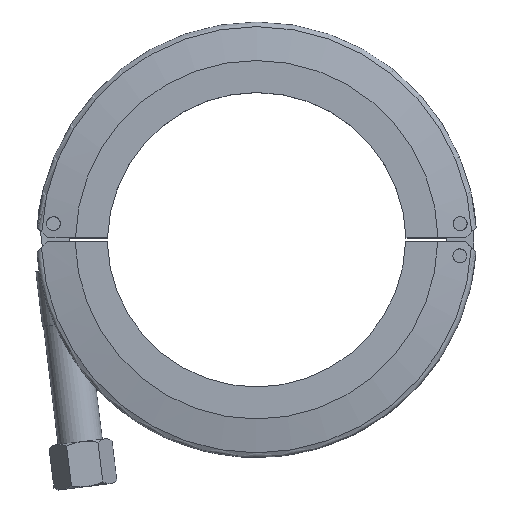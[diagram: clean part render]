
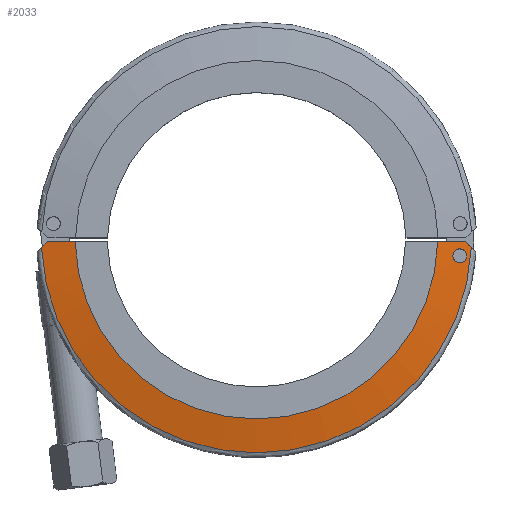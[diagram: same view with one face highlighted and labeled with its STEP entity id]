
A CAD part, top view. The second image highlights one B-rep face of the part: STEP entity #2033.
In plain terms, the highlighted conical face has half-angle 80 degrees and reference radius 46.35 mm.
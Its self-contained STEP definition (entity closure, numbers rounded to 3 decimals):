
#94=FACE_BOUND('',#515,.T.);
#149=B_SPLINE_CURVE_WITH_KNOTS('',3,(#3729,#3730,#3731,#3732,#3733,#3734,
#3735,#3736,#3737,#3738,#3739,#3740,#3741,#3742,#3743,#3744,#3745,#3746,
#3747,#3748,#3749,#3750,#3751,#3752,#3753,#3754,#3755,#3756,#3757,#3758,
#3759,#3760,#3761,#3762),.UNSPECIFIED.,.T.,.F.,(4,2,2,2,2,2,2,2,2,2,2,2,
2,2,2,2,4),(0.,0.062,0.125,0.187,0.248,
0.31,0.372,0.434,0.497,
0.557,0.617,0.675,0.734,
0.793,0.852,0.912,0.972),
 .UNSPECIFIED.);
#227=(
BOUNDED_CURVE()
B_SPLINE_CURVE(2,(#3530,#3531,#3532),.UNSPECIFIED.,.F.,.F.)
B_SPLINE_CURVE_WITH_KNOTS((3,3),(0.237,0.904),
 .UNSPECIFIED.)
CURVE()
GEOMETRIC_REPRESENTATION_ITEM()
RATIONAL_B_SPLINE_CURVE((1.002,1.003,1.))
REPRESENTATION_ITEM('')
);
#229=(
BOUNDED_CURVE()
B_SPLINE_CURVE(2,(#3566,#3567,#3568),.UNSPECIFIED.,.F.,.F.)
B_SPLINE_CURVE_WITH_KNOTS((3,3),(0.133,0.318),
 .UNSPECIFIED.)
CURVE()
GEOMETRIC_REPRESENTATION_ITEM()
RATIONAL_B_SPLINE_CURVE((1.002,1.003,1.004))
REPRESENTATION_ITEM('')
);
#231=(
BOUNDED_CURVE()
B_SPLINE_CURVE(2,(#3684,#3685,#3686),.UNSPECIFIED.,.F.,.F.)
B_SPLINE_CURVE_WITH_KNOTS((3,3),(0.995,1.18),
 .UNSPECIFIED.)
CURVE()
GEOMETRIC_REPRESENTATION_ITEM()
RATIONAL_B_SPLINE_CURVE((1.004,1.003,1.002))
REPRESENTATION_ITEM('')
);
#235=(
BOUNDED_CURVE()
B_SPLINE_CURVE(2,(#3874,#3875,#3876),.UNSPECIFIED.,.F.,.F.)
B_SPLINE_CURVE_WITH_KNOTS((3,3),(0.,0.667),.UNSPECIFIED.)
CURVE()
GEOMETRIC_REPRESENTATION_ITEM()
RATIONAL_B_SPLINE_CURVE((1.,1.003,1.002))
REPRESENTATION_ITEM('')
);
#298=CONICAL_SURFACE('',#2203,46.35,80.);
#376=FACE_OUTER_BOUND('',#514,.T.);
#514=EDGE_LOOP('',(#1670,#1671,#1672,#1673,#1674,#1675));
#515=EDGE_LOOP('',(#1676));
#638=CIRCLE('',#2178,49.726);
#650=CIRCLE('',#2204,41.9);
#958=VERTEX_POINT('',#3527);
#959=VERTEX_POINT('',#3529);
#969=VERTEX_POINT('',#3555);
#975=VERTEX_POINT('',#3606);
#988=VERTEX_POINT('',#3682);
#992=VERTEX_POINT('',#3728);
#997=VERTEX_POINT('',#3873);
#1188=EDGE_CURVE('',#958,#959,#227,.T.);
#1200=EDGE_CURVE('',#969,#958,#229,.T.);
#1213=EDGE_CURVE('',#975,#969,#638,.T.);
#1233=EDGE_CURVE('',#988,#975,#231,.T.);
#1237=EDGE_CURVE('',#992,#992,#149,.T.);
#1246=EDGE_CURVE('',#997,#988,#235,.T.);
#1247=EDGE_CURVE('',#959,#997,#650,.T.);
#1670=ORIENTED_EDGE('',*,*,#1213,.F.);
#1671=ORIENTED_EDGE('',*,*,#1233,.F.);
#1672=ORIENTED_EDGE('',*,*,#1246,.F.);
#1673=ORIENTED_EDGE('',*,*,#1247,.F.);
#1674=ORIENTED_EDGE('',*,*,#1188,.F.);
#1675=ORIENTED_EDGE('',*,*,#1200,.F.);
#1676=ORIENTED_EDGE('',*,*,#1237,.T.);
#2033=ADVANCED_FACE('',(#376,#94),#298,.T.);
#2178=AXIS2_PLACEMENT_3D('',#3617,#2531,#2532);
#2203=AXIS2_PLACEMENT_3D('',#3872,#2593,#2594);
#2204=AXIS2_PLACEMENT_3D('',#3877,#2595,#2596);
#2531=DIRECTION('center_axis',(0.,0.,1.));
#2532=DIRECTION('ref_axis',(0.,1.,0.));
#2593=DIRECTION('center_axis',(0.,0.,1.));
#2594=DIRECTION('ref_axis',(0.,1.,0.));
#2595=DIRECTION('center_axis',(0.,0.,-1.));
#2596=DIRECTION('ref_axis',(0.,1.,0.));
#3527=CARTESIAN_POINT('',(-48.292,0.89,-6.811));
#3529=CARTESIAN_POINT('',(-41.891,0.89,-7.94));
#3530=CARTESIAN_POINT('Ctrl Pts',(-48.292,0.89,-6.811));
#3531=CARTESIAN_POINT('Ctrl Pts',(-44.864,0.89,-7.416));
#3532=CARTESIAN_POINT('Ctrl Pts',(-41.891,0.89,-7.94));
#3555=CARTESIAN_POINT('',(-49.674,2.272,-6.56));
#3566=CARTESIAN_POINT('Ctrl Pts',(-49.674,2.272,-6.56));
#3567=CARTESIAN_POINT('Ctrl Pts',(-48.973,1.571,-6.689));
#3568=CARTESIAN_POINT('Ctrl Pts',(-48.292,0.89,-6.811));
#3606=CARTESIAN_POINT('',(49.674,2.272,-6.56));
#3617=CARTESIAN_POINT('Origin',(0.,0.,-6.56));
#3682=CARTESIAN_POINT('',(48.292,0.89,-6.811));
#3684=CARTESIAN_POINT('Ctrl Pts',(48.292,0.89,-6.811));
#3685=CARTESIAN_POINT('Ctrl Pts',(48.973,1.571,-6.689));
#3686=CARTESIAN_POINT('Ctrl Pts',(49.674,2.272,-6.56));
#3728=CARTESIAN_POINT('',(47.088,2.602,-7.012));
#3729=CARTESIAN_POINT('Ctrl Pts',(47.088,2.602,-7.012));
#3730=CARTESIAN_POINT('Ctrl Pts',(47.293,2.614,-6.976));
#3731=CARTESIAN_POINT('Ctrl Pts',(47.509,2.667,-6.938));
#3732=CARTESIAN_POINT('Ctrl Pts',(47.9,2.859,-6.867));
#3733=CARTESIAN_POINT('Ctrl Pts',(48.075,2.997,-6.835));
#3734=CARTESIAN_POINT('Ctrl Pts',(48.344,3.308,-6.784));
#3735=CARTESIAN_POINT('Ctrl Pts',(48.455,3.5,-6.762));
#3736=CARTESIAN_POINT('Ctrl Pts',(48.589,3.915,-6.733));
#3737=CARTESIAN_POINT('Ctrl Pts',(48.612,4.137,-6.726));
#3738=CARTESIAN_POINT('Ctrl Pts',(48.575,4.548,-6.726));
#3739=CARTESIAN_POINT('Ctrl Pts',(48.514,4.762,-6.733));
#3740=CARTESIAN_POINT('Ctrl Pts',(48.308,5.147,-6.762));
#3741=CARTESIAN_POINT('Ctrl Pts',(48.164,5.316,-6.784));
#3742=CARTESIAN_POINT('Ctrl Pts',(47.845,5.574,-6.835));
#3743=CARTESIAN_POINT('Ctrl Pts',(47.648,5.679,-6.867));
#3744=CARTESIAN_POINT('Ctrl Pts',(47.229,5.798,-6.938));
#3745=CARTESIAN_POINT('Ctrl Pts',(47.007,5.813,-6.976));
#3746=CARTESIAN_POINT('Ctrl Pts',(46.609,5.764,-7.047));
#3747=CARTESIAN_POINT('Ctrl Pts',(46.405,5.7,-7.084));
#3748=CARTESIAN_POINT('Ctrl Pts',(46.038,5.496,-7.153));
#3749=CARTESIAN_POINT('Ctrl Pts',(45.876,5.356,-7.184));
#3750=CARTESIAN_POINT('Ctrl Pts',(45.63,5.05,-7.233));
#3751=CARTESIAN_POINT('Ctrl Pts',(45.529,4.863,-7.254));
#3752=CARTESIAN_POINT('Ctrl Pts',(45.408,4.465,-7.283));
#3753=CARTESIAN_POINT('Ctrl Pts',(45.389,4.253,-7.29));
#3754=CARTESIAN_POINT('Ctrl Pts',(45.424,3.862,-7.29));
#3755=CARTESIAN_POINT('Ctrl Pts',(45.481,3.657,-7.283));
#3756=CARTESIAN_POINT('Ctrl Pts',(45.67,3.286,-7.254));
#3757=CARTESIAN_POINT('Ctrl Pts',(45.803,3.121,-7.233));
#3758=CARTESIAN_POINT('Ctrl Pts',(46.099,2.863,-7.184));
#3759=CARTESIAN_POINT('Ctrl Pts',(46.283,2.754,-7.153));
#3760=CARTESIAN_POINT('Ctrl Pts',(46.68,2.618,-7.084));
#3761=CARTESIAN_POINT('Ctrl Pts',(46.892,2.592,-7.047));
#3762=CARTESIAN_POINT('Ctrl Pts',(47.088,2.602,-7.012));
#3872=CARTESIAN_POINT('Origin',(0.,0.,-7.155));
#3873=CARTESIAN_POINT('',(41.891,0.89,-7.94));
#3874=CARTESIAN_POINT('Ctrl Pts',(41.891,0.89,-7.94));
#3875=CARTESIAN_POINT('Ctrl Pts',(44.864,0.89,-7.416));
#3876=CARTESIAN_POINT('Ctrl Pts',(48.292,0.89,-6.811));
#3877=CARTESIAN_POINT('Origin',(0.,0.,-7.94));
